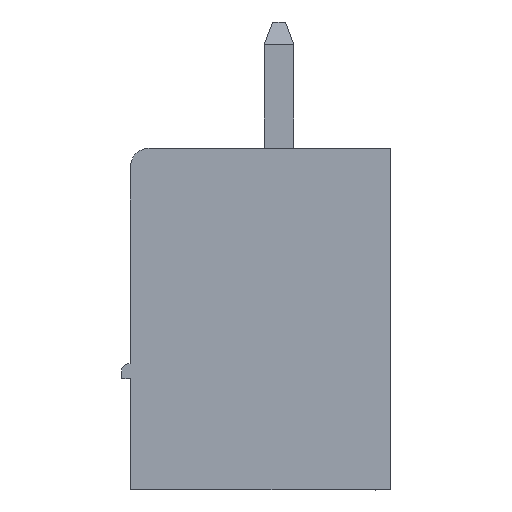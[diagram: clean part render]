
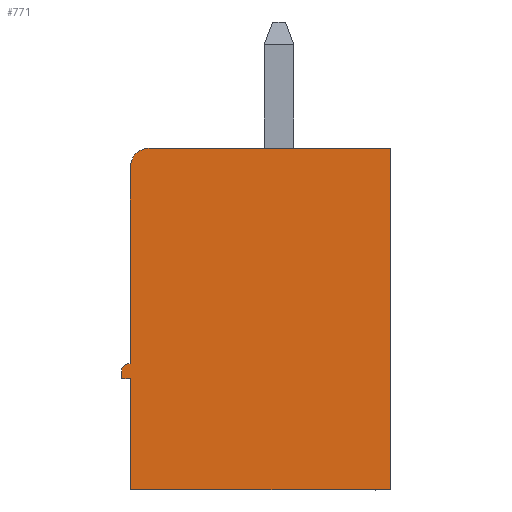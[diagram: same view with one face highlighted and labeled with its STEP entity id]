
A CAD part, left-side view. The second image highlights one B-rep face of the part: STEP entity #771.
In plain terms, the highlighted planar face has unit normal (-1, 0, 0).
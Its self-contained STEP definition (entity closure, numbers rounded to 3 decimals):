
#191=CIRCLE('',#11736,0.2);
#192=CIRCLE('',#11737,0.5);
#771=ADVANCED_FACE('',(#1870),#1320,.T.);
#1320=PLANE('',#11738);
#1870=FACE_OUTER_BOUND('',#2446,.T.);
#2446=EDGE_LOOP('',(#5024,#5025,#5026,#5027,#5028,#5029,#5030,#5031,#5032,
#5033));
#5024=ORIENTED_EDGE('',*,*,#8080,.F.);
#5025=ORIENTED_EDGE('',*,*,#8081,.F.);
#5026=ORIENTED_EDGE('',*,*,#8082,.F.);
#5027=ORIENTED_EDGE('',*,*,#8083,.F.);
#5028=ORIENTED_EDGE('',*,*,#8084,.F.);
#5029=ORIENTED_EDGE('',*,*,#8085,.F.);
#5030=ORIENTED_EDGE('',*,*,#8086,.F.);
#5031=ORIENTED_EDGE('',*,*,#8087,.F.);
#5032=ORIENTED_EDGE('',*,*,#8088,.F.);
#5033=ORIENTED_EDGE('',*,*,#8089,.F.);
#6571=VERTEX_POINT('',#17465);
#6572=VERTEX_POINT('',#17466);
#6573=VERTEX_POINT('',#17468);
#6574=VERTEX_POINT('',#17470);
#6575=VERTEX_POINT('',#17472);
#6576=VERTEX_POINT('',#17474);
#6577=VERTEX_POINT('',#17476);
#6578=VERTEX_POINT('',#17478);
#6579=VERTEX_POINT('',#17480);
#6580=VERTEX_POINT('',#17482);
#8080=EDGE_CURVE('',#6571,#6572,#9579,.T.);
#8081=EDGE_CURVE('',#6573,#6571,#9580,.T.);
#8082=EDGE_CURVE('',#6574,#6573,#191,.T.);
#8083=EDGE_CURVE('',#6575,#6574,#9581,.T.);
#8084=EDGE_CURVE('',#6576,#6575,#9582,.T.);
#8085=EDGE_CURVE('',#6577,#6576,#9583,.T.);
#8086=EDGE_CURVE('',#6578,#6577,#9584,.T.);
#8087=EDGE_CURVE('',#6579,#6578,#9585,.T.);
#8088=EDGE_CURVE('',#6580,#6579,#9586,.T.);
#8089=EDGE_CURVE('',#6572,#6580,#192,.T.);
#9579=LINE('',#17464,#11060);
#9580=LINE('',#17467,#11061);
#9581=LINE('',#17471,#11062);
#9582=LINE('',#17473,#11063);
#9583=LINE('',#17475,#11064);
#9584=LINE('',#17477,#11065);
#9585=LINE('',#17479,#11066);
#9586=LINE('',#17481,#11067);
#11060=VECTOR('',#14295,1.);
#11061=VECTOR('',#14296,1.);
#11062=VECTOR('',#14299,1.);
#11063=VECTOR('',#14300,1.);
#11064=VECTOR('',#14301,1.);
#11065=VECTOR('',#14302,1.);
#11066=VECTOR('',#14303,1.);
#11067=VECTOR('',#14304,1.);
#11736=AXIS2_PLACEMENT_3D('',#17469,#14297,#14298);
#11737=AXIS2_PLACEMENT_3D('',#17483,#14305,#14306);
#11738=AXIS2_PLACEMENT_3D('',#17484,#14307,#14308);
#14295=DIRECTION('',(0.,0.,1.));
#14296=DIRECTION('',(0.,-1.,0.));
#14297=DIRECTION('',(1.,0.,0.));
#14298=DIRECTION('',(0.,1.,0.));
#14299=DIRECTION('',(0.,0.,1.));
#14300=DIRECTION('',(0.,1.,0.));
#14301=DIRECTION('',(0.,0.,1.));
#14302=DIRECTION('',(0.,1.,0.));
#14303=DIRECTION('',(0.,0.,-1.));
#14304=DIRECTION('',(0.,-1.,0.));
#14305=DIRECTION('',(1.,0.,0.));
#14306=DIRECTION('',(0.,1.,0.));
#14307=DIRECTION('',(-1.,0.,0.));
#14308=DIRECTION('',(0.,0.,1.));
#17464=CARTESIAN_POINT('',(2.67,7.05,102.2));
#17465=CARTESIAN_POINT('',(2.67,7.05,102.2));
#17466=CARTESIAN_POINT('',(2.67,7.05,107.5));
#17467=CARTESIAN_POINT('',(2.67,7.09,102.2));
#17468=CARTESIAN_POINT('',(2.67,7.09,102.2));
#17469=CARTESIAN_POINT('',(2.67,7.09,102.));
#17470=CARTESIAN_POINT('',(2.67,7.29,102.));
#17471=CARTESIAN_POINT('',(2.67,7.29,101.8));
#17472=CARTESIAN_POINT('',(2.67,7.29,101.8));
#17473=CARTESIAN_POINT('',(2.67,7.05,101.8));
#17474=CARTESIAN_POINT('',(2.67,7.05,101.8));
#17475=CARTESIAN_POINT('',(2.67,7.05,98.8));
#17476=CARTESIAN_POINT('',(2.67,7.05,98.8));
#17477=CARTESIAN_POINT('',(2.67,0.05,98.8));
#17478=CARTESIAN_POINT('',(2.67,0.05,98.8));
#17479=CARTESIAN_POINT('',(2.67,0.05,108.));
#17480=CARTESIAN_POINT('',(2.67,0.05,108.));
#17481=CARTESIAN_POINT('',(2.67,6.55,108.));
#17482=CARTESIAN_POINT('',(2.67,6.55,108.));
#17483=CARTESIAN_POINT('',(2.67,6.55,107.5));
#17484=CARTESIAN_POINT('',(2.67,3.55,98.8));
